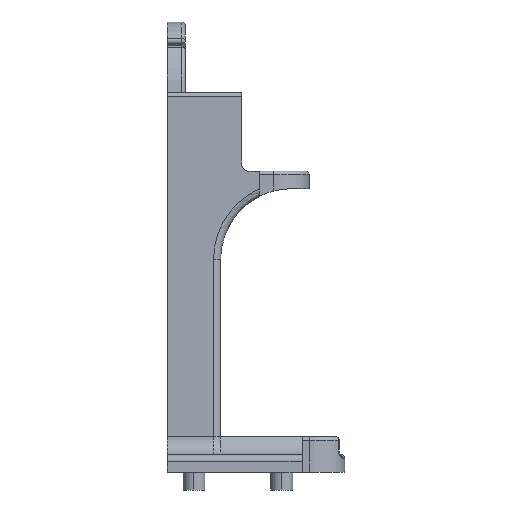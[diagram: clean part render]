
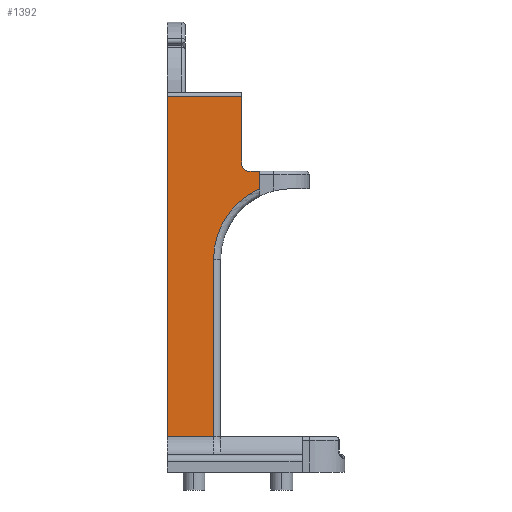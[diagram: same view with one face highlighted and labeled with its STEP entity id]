
A CAD part, left-side view. The second image highlights one B-rep face of the part: STEP entity #1392.
In plain terms, the highlighted planar face has unit normal (-1, 0, 0).
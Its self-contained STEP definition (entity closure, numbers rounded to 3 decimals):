
#6 = VERTEX_POINT ( 'NONE', #971 ) ;
#7 = LINE ( 'NONE', #3400, #1846 ) ;
#50 = ORIENTED_EDGE ( 'NONE', *, *, #717, .T. ) ;
#118 = CARTESIAN_POINT ( 'NONE',  ( -21.85, 4., 74.832 ) ) ;
#146 = CARTESIAN_POINT ( 'NONE',  ( -21.85, 12., -2.168 ) ) ;
#189 = ORIENTED_EDGE ( 'NONE', *, *, #2625, .T. ) ;
#211 = CARTESIAN_POINT ( 'NONE',  ( -21.85, -10., 47.832 ) ) ;
#391 = ORIENTED_EDGE ( 'NONE', *, *, #4635, .T. ) ;
#414 = CARTESIAN_POINT ( 'NONE',  ( -21.85, 4., 94. ) ) ;
#454 = DIRECTION ( 'NONE',  ( 0., -1., 0. ) ) ;
#503 = AXIS2_PLACEMENT_3D ( 'NONE', #5341, #3287, #5430 ) ;
#518 = ORIENTED_EDGE ( 'NONE', *, *, #1301, .F. ) ;
#583 = EDGE_LOOP ( 'NONE', ( #830, #4187, #932, #391, #1326, #2841, #189, #518, #50 ) ) ;
#717 = EDGE_CURVE ( 'NONE', #4713, #834, #1740, .T. ) ;
#777 = VERTEX_POINT ( 'NONE', #118 ) ;
#781 = VERTEX_POINT ( 'NONE', #146 ) ;
#830 = ORIENTED_EDGE ( 'NONE', *, *, #3978, .F. ) ;
#834 = VERTEX_POINT ( 'NONE', #3512 ) ;
#853 = DIRECTION ( 'NONE',  ( 0., 1., 0. ) ) ;
#932 = ORIENTED_EDGE ( 'NONE', *, *, #2207, .T. ) ;
#971 = CARTESIAN_POINT ( 'NONE',  ( -21.85, -1., 72.832 ) ) ;
#1127 = LINE ( 'NONE', #4632, #3362 ) ;
#1248 = VERTEX_POINT ( 'NONE', #3529 ) ;
#1301 = EDGE_CURVE ( 'NONE', #4713, #777, #3700, .T. ) ;
#1326 = ORIENTED_EDGE ( 'NONE', *, *, #4808, .F. ) ;
#1370 = DIRECTION ( 'NONE',  ( 0., -1., 0. ) ) ;
#1392 = ADVANCED_FACE ( 'NONE', ( #1950 ), #3641, .F. ) ;
#1415 = VECTOR ( 'NONE', #454, 1000. ) ;
#1479 = VECTOR ( 'NONE', #1531, 1000. ) ;
#1491 = CARTESIAN_POINT ( 'NONE',  ( -21.85, -1., 0. ) ) ;
#1531 = DIRECTION ( 'NONE',  ( 0., 0., -1. ) ) ;
#1567 = CARTESIAN_POINT ( 'NONE',  ( -21.85, 12., 110. ) ) ;
#1740 = LINE ( 'NONE', #2998, #4750 ) ;
#1773 = CIRCLE ( 'NONE', #2032, 22. ) ;
#1846 = VECTOR ( 'NONE', #1370, 1000. ) ;
#1916 = DIRECTION ( 'NONE',  ( 1., 0., 0. ) ) ;
#1950 = FACE_OUTER_BOUND ( 'NONE', #583, .T. ) ;
#1983 = DIRECTION ( 'NONE',  ( 0., 0., 1. ) ) ;
#2032 = AXIS2_PLACEMENT_3D ( 'NONE', #211, #1916, #5311 ) ;
#2166 = LINE ( 'NONE', #5067, #1415 ) ;
#2207 = EDGE_CURVE ( 'NONE', #781, #5237, #4492, .T. ) ;
#2444 = CARTESIAN_POINT ( 'NONE',  ( -21.85, 2., 74.832 ) ) ;
#2563 = VERTEX_POINT ( 'NONE', #3669 ) ;
#2625 = EDGE_CURVE ( 'NONE', #1248, #777, #4809, .T. ) ;
#2707 = AXIS2_PLACEMENT_3D ( 'NONE', #2444, #2875, #4955 ) ;
#2841 = ORIENTED_EDGE ( 'NONE', *, *, #5152, .F. ) ;
#2875 = DIRECTION ( 'NONE',  ( 1., 0., 0. ) ) ;
#2998 = CARTESIAN_POINT ( 'NONE',  ( -21.85, 25., 94. ) ) ;
#3287 = DIRECTION ( 'NONE',  ( 1., 0., 0. ) ) ;
#3362 = VECTOR ( 'NONE', #1983, 1000. ) ;
#3400 = CARTESIAN_POINT ( 'NONE',  ( -21.85, 4., 72.832 ) ) ;
#3512 = CARTESIAN_POINT ( 'NONE',  ( -21.85, 25., 94. ) ) ;
#3529 = CARTESIAN_POINT ( 'NONE',  ( -21.85, 2., 72.832 ) ) ;
#3546 = LINE ( 'NONE', #1491, #4620 ) ;
#3573 = VERTEX_POINT ( 'NONE', #4583 ) ;
#3618 = CARTESIAN_POINT ( 'NONE',  ( -21.85, 4., 72.832 ) ) ;
#3623 = CARTESIAN_POINT ( 'NONE',  ( -21.85, 12., 47.832 ) ) ;
#3641 = PLANE ( 'NONE',  #503 ) ;
#3669 = CARTESIAN_POINT ( 'NONE',  ( -21.85, 25., -2.168 ) ) ;
#3700 = LINE ( 'NONE', #3618, #1479 ) ;
#3978 = EDGE_CURVE ( 'NONE', #2563, #834, #1127, .T. ) ;
#4049 = DIRECTION ( 'NONE',  ( 0., 0., -1. ) ) ;
#4108 = VECTOR ( 'NONE', #5377, 1000. ) ;
#4187 = ORIENTED_EDGE ( 'NONE', *, *, #4444, .T. ) ;
#4444 = EDGE_CURVE ( 'NONE', #2563, #781, #2166, .T. ) ;
#4492 = LINE ( 'NONE', #1567, #4108 ) ;
#4583 = CARTESIAN_POINT ( 'NONE',  ( -21.85, -1., 67.907 ) ) ;
#4620 = VECTOR ( 'NONE', #4049, 1000. ) ;
#4632 = CARTESIAN_POINT ( 'NONE',  ( -21.85, 25., 110. ) ) ;
#4635 = EDGE_CURVE ( 'NONE', #5237, #3573, #1773, .T. ) ;
#4713 = VERTEX_POINT ( 'NONE', #414 ) ;
#4750 = VECTOR ( 'NONE', #853, 1000. ) ;
#4808 = EDGE_CURVE ( 'NONE', #6, #3573, #3546, .T. ) ;
#4809 = CIRCLE ( 'NONE', #2707, 2. ) ;
#4955 = DIRECTION ( 'NONE',  ( 0., 0., -1. ) ) ;
#5067 = CARTESIAN_POINT ( 'NONE',  ( -21.85, 12., -2.168 ) ) ;
#5152 = EDGE_CURVE ( 'NONE', #1248, #6, #7, .T. ) ;
#5237 = VERTEX_POINT ( 'NONE', #3623 ) ;
#5311 = DIRECTION ( 'NONE',  ( 0., 0., -1. ) ) ;
#5341 = CARTESIAN_POINT ( 'NONE',  ( -21.85, 25., 110. ) ) ;
#5377 = DIRECTION ( 'NONE',  ( 0., 0., 1. ) ) ;
#5430 = DIRECTION ( 'NONE',  ( 0., 0., -1. ) ) ;
